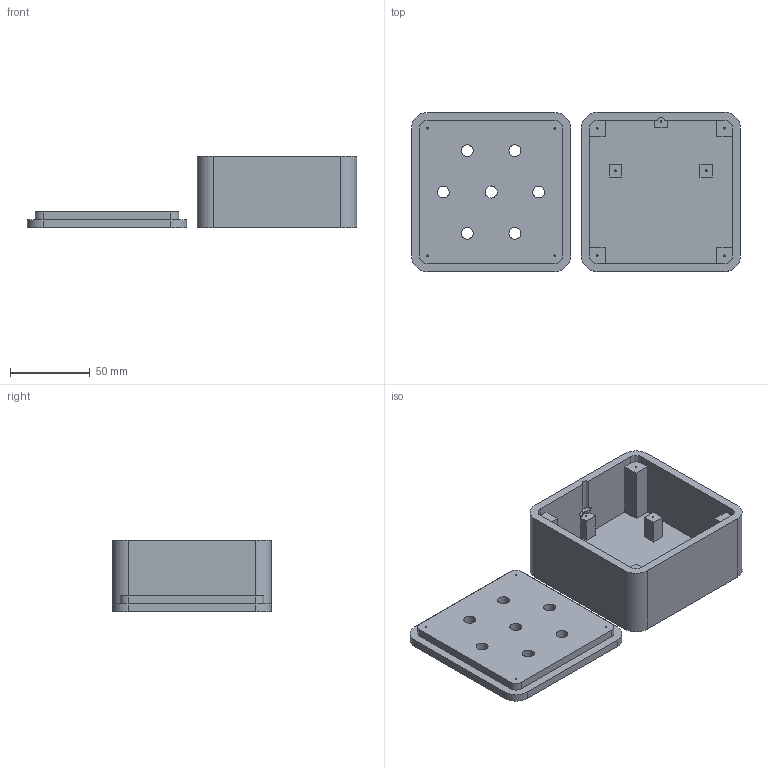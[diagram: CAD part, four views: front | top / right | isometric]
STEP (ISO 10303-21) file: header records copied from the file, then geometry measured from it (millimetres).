
FILE_DESCRIPTION(/* description */ ('STEP AP242','CAx-IF Rec.Pracs.---Representation and Presentation of Product Manufacturing Information (PMI)---4.0---2014-10-13','CAx-IF Rec.Pracs.---3D Tessellated Geometry---0.4---2014-09-14','2;1'),/* implementation_level */ '2;1');
FILE_NAME(/* name */ '68f823e8e1e24ae7c4d023ad',/* time_stamp */ '2025-10-22T00:23:04Z',/* author */ (''),/* organization */ (''),/* preprocessor_version */ 'ST-DEVELOPER v20',/* originating_system */ 'ONSHAPE BY PTC INC, 1.205',/* authorisation */ ' ');
FILE_SCHEMA (('AP242_MANAGED_MODEL_BASED_3D_ENGINEERING_MIM_LF { 1 0 10303 442 1 1 4 }'));
Length unit declared in the file: metre
Products named in the file (3): 3D Print; Part 1; Part 2
Assembly tree (2 placements, depth 2):
  3D Print
    Part 1
    Part 2
Bounding box: 206.7 x 100 x 45 mm (x, y, z)
Volume: 224744.4 mm3; surface area: 78076.5 mm2
Topology: 2 solids, 2 shells, 108 faces, 270 edges, 180 vertices
Faces by surface type: plane 64, cylinder 44
Full cylindrical faces by diameter (mm): 1 x11, 5 x4, 7.468 x6, 7.6 x1
Entity records: 3247 total; most frequent: DIRECTION 558, CARTESIAN_POINT 539, ORIENTED_EDGE 496, EDGE_CURVE 248, AXIS2_PLACEMENT_3D 199, VERTEX_POINT 180, EDGE_LOOP 168, FACE_BOUND 168
